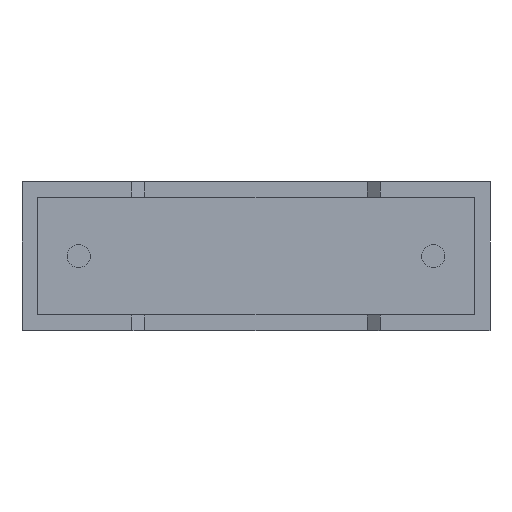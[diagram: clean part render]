
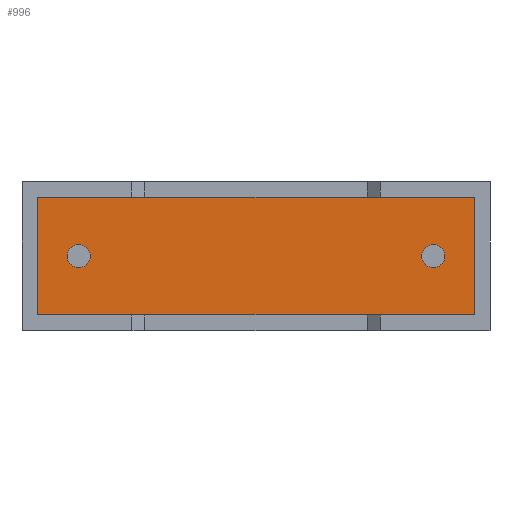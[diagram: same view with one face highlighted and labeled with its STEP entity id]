
A CAD part, front view. The second image highlights one B-rep face of the part: STEP entity #996.
In plain terms, the highlighted planar face has unit normal (0, -1, 0).
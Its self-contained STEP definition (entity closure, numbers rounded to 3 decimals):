
#33 = LINE ( 'NONE', #1244, #1695 ) ;
#39 = LINE ( 'NONE', #1461, #2982 ) ;
#71 = CIRCLE ( 'NONE', #2247, 0.325 ) ;
#83 = CARTESIAN_POINT ( 'NONE',  ( 0., 0.75, 0. ) ) ;
#93 = FACE_BOUND ( 'NONE', #1817, .T. ) ;
#121 = DIRECTION ( 'NONE',  ( 0., 0., -1. ) ) ;
#123 = VERTEX_POINT ( 'NONE', #319 ) ;
#149 = EDGE_CURVE ( 'NONE', #1436, #123, #2665, .T. ) ;
#250 = DIRECTION ( 'NONE',  ( 0., 0., -1. ) ) ;
#253 = ORIENTED_EDGE ( 'NONE', *, *, #423, .F. ) ;
#319 = CARTESIAN_POINT ( 'NONE',  ( 12.76, 0.75, 3.76 ) ) ;
#423 = EDGE_CURVE ( 'NONE', #2120, #2261, #71, .T. ) ;
#509 = EDGE_CURVE ( 'NONE', #123, #891, #33, .T. ) ;
#538 = CARTESIAN_POINT ( 'NONE',  ( 11.6, 0.75, 2.425 ) ) ;
#540 = ORIENTED_EDGE ( 'NONE', *, *, #1623, .F. ) ;
#572 = AXIS2_PLACEMENT_3D ( 'NONE', #83, #1965, #2722 ) ;
#608 = PLANE ( 'NONE',  #572 ) ;
#615 = ORIENTED_EDGE ( 'NONE', *, *, #1640, .F. ) ;
#627 = CARTESIAN_POINT ( 'NONE',  ( 11.6, 0.75, 2.1 ) ) ;
#763 = ORIENTED_EDGE ( 'NONE', *, *, #1707, .T. ) ;
#826 = FACE_BOUND ( 'NONE', #1999, .T. ) ;
#858 = VECTOR ( 'NONE', #1246, 1000. ) ;
#880 = CARTESIAN_POINT ( 'NONE',  ( 12.76, 0.75, 0.44 ) ) ;
#887 = LINE ( 'NONE', #933, #2630 ) ;
#891 = VERTEX_POINT ( 'NONE', #1190 ) ;
#933 = CARTESIAN_POINT ( 'NONE',  ( 0.44, 0.75, 0.44 ) ) ;
#993 = DIRECTION ( 'NONE',  ( 0., 0., -1. ) ) ;
#996 = ADVANCED_FACE ( 'NONE', ( #826, #2709, #93 ), #608, .T. ) ;
#1020 = DIRECTION ( 'NONE',  ( -1., 0., 0. ) ) ;
#1156 = EDGE_CURVE ( 'NONE', #2670, #2954, #1683, .T. ) ;
#1190 = CARTESIAN_POINT ( 'NONE',  ( 0.44, 0.75, 3.76 ) ) ;
#1195 = ORIENTED_EDGE ( 'NONE', *, *, #1156, .F. ) ;
#1244 = CARTESIAN_POINT ( 'NONE',  ( 12.76, 0.75, 3.76 ) ) ;
#1246 = DIRECTION ( 'NONE',  ( 0., 0., 1. ) ) ;
#1254 = ORIENTED_EDGE ( 'NONE', *, *, #149, .T. ) ;
#1304 = DIRECTION ( 'NONE',  ( 0., -1., 0. ) ) ;
#1393 = DIRECTION ( 'NONE',  ( 0., -1., 0. ) ) ;
#1397 = VERTEX_POINT ( 'NONE', #1792 ) ;
#1400 = CARTESIAN_POINT ( 'NONE',  ( 11.6, 0.75, 2.1 ) ) ;
#1436 = VERTEX_POINT ( 'NONE', #880 ) ;
#1461 = CARTESIAN_POINT ( 'NONE',  ( 0.44, 0.75, 3.76 ) ) ;
#1468 = CARTESIAN_POINT ( 'NONE',  ( 12.76, 0.75, 0.44 ) ) ;
#1532 = EDGE_LOOP ( 'NONE', ( #1814, #763, #1254, #1776 ) ) ;
#1621 = CIRCLE ( 'NONE', #1784, 0.325 ) ;
#1623 = EDGE_CURVE ( 'NONE', #2261, #2120, #2729, .T. ) ;
#1640 = EDGE_CURVE ( 'NONE', #2954, #2670, #1621, .T. ) ;
#1683 = CIRCLE ( 'NONE', #2034, 0.325 ) ;
#1695 = VECTOR ( 'NONE', #1020, 1000. ) ;
#1707 = EDGE_CURVE ( 'NONE', #1397, #1436, #887, .T. ) ;
#1776 = ORIENTED_EDGE ( 'NONE', *, *, #509, .T. ) ;
#1784 = AXIS2_PLACEMENT_3D ( 'NONE', #627, #2940, #121 ) ;
#1792 = CARTESIAN_POINT ( 'NONE',  ( 0.44, 0.75, 0.44 ) ) ;
#1814 = ORIENTED_EDGE ( 'NONE', *, *, #2190, .T. ) ;
#1817 = EDGE_LOOP ( 'NONE', ( #253, #540 ) ) ;
#1866 = DIRECTION ( 'NONE',  ( 0., 0., -1. ) ) ;
#1965 = DIRECTION ( 'NONE',  ( 0., -1., 0. ) ) ;
#1999 = EDGE_LOOP ( 'NONE', ( #1195, #615 ) ) ;
#2034 = AXIS2_PLACEMENT_3D ( 'NONE', #1400, #2407, #993 ) ;
#2062 = CARTESIAN_POINT ( 'NONE',  ( 1.6, 0.75, 2.425 ) ) ;
#2120 = VERTEX_POINT ( 'NONE', #2062 ) ;
#2190 = EDGE_CURVE ( 'NONE', #891, #1397, #39, .T. ) ;
#2238 = CARTESIAN_POINT ( 'NONE',  ( 1.6, 0.75, 2.1 ) ) ;
#2247 = AXIS2_PLACEMENT_3D ( 'NONE', #2347, #1393, #1866 ) ;
#2261 = VERTEX_POINT ( 'NONE', #2961 ) ;
#2347 = CARTESIAN_POINT ( 'NONE',  ( 1.6, 0.75, 2.1 ) ) ;
#2358 = DIRECTION ( 'NONE',  ( 1., 0., 0. ) ) ;
#2407 = DIRECTION ( 'NONE',  ( 0., -1., 0. ) ) ;
#2432 = CARTESIAN_POINT ( 'NONE',  ( 11.6, 0.75, 1.775 ) ) ;
#2525 = DIRECTION ( 'NONE',  ( 0., 0., -1. ) ) ;
#2630 = VECTOR ( 'NONE', #2358, 1000. ) ;
#2665 = LINE ( 'NONE', #1468, #858 ) ;
#2670 = VERTEX_POINT ( 'NONE', #538 ) ;
#2709 = FACE_OUTER_BOUND ( 'NONE', #1532, .T. ) ;
#2722 = DIRECTION ( 'NONE',  ( 0., 0., -1. ) ) ;
#2729 = CIRCLE ( 'NONE', #2974, 0.325 ) ;
#2940 = DIRECTION ( 'NONE',  ( 0., -1., 0. ) ) ;
#2954 = VERTEX_POINT ( 'NONE', #2432 ) ;
#2961 = CARTESIAN_POINT ( 'NONE',  ( 1.6, 0.75, 1.775 ) ) ;
#2974 = AXIS2_PLACEMENT_3D ( 'NONE', #2238, #1304, #2525 ) ;
#2982 = VECTOR ( 'NONE', #250, 1000. ) ;
